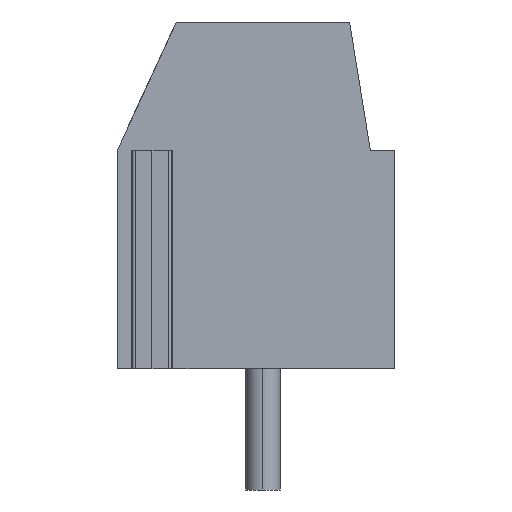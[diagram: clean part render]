
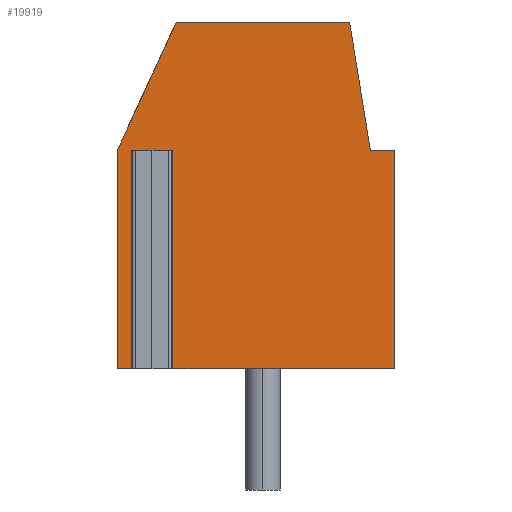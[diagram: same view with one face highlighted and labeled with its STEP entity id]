
A CAD part, left-side view. The second image highlights one B-rep face of the part: STEP entity #19919.
In plain terms, the highlighted planar face has unit normal (-1, 0, 0).
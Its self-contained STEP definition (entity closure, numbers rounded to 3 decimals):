
#19844=AXIS2_PLACEMENT_3D('Plane Axis2P3D',#19841,#19842,#19843) ;
#18699=CARTESIAN_POINT('Vertex',(0.6,-3.013,9.8)) ;
#18704=CARTESIAN_POINT('Line Origine',(0.6,-3.013,6.65)) ;
#18708=CARTESIAN_POINT('Vertex',(0.6,-3.013,3.5)) ;
#18950=CARTESIAN_POINT('Vertex',(0.6,3.287,13.5)) ;
#18953=CARTESIAN_POINT('Line Origine',(0.6,0.787,13.5)) ;
#18957=CARTESIAN_POINT('Vertex',(0.6,-1.713,13.5)) ;
#19627=CARTESIAN_POINT('Vertex',(0.6,-2.313,9.8)) ;
#19632=CARTESIAN_POINT('Line Origine',(0.6,-2.663,9.8)) ;
#19841=CARTESIAN_POINT('Axis2P3D Location',(0.6,0.787,3.5)) ;
#19846=CARTESIAN_POINT('Line Origine',(0.6,3.829,9.8)) ;
#19850=CARTESIAN_POINT('Vertex',(0.6,3.672,9.8)) ;
#19852=CARTESIAN_POINT('Vertex',(0.6,3.987,9.8)) ;
#19855=CARTESIAN_POINT('Line Origine',(0.6,3.672,6.65)) ;
#19859=CARTESIAN_POINT('Vertex',(0.6,3.672,3.5)) ;
#19862=CARTESIAN_POINT('Line Origine',(0.6,0.329,3.5)) ;
#19867=CARTESIAN_POINT('Line Origine',(0.6,-2.013,11.65)) ;
#19872=CARTESIAN_POINT('Line Origine',(0.6,4.137,11.65)) ;
#19876=CARTESIAN_POINT('Vertex',(0.6,4.987,9.8)) ;
#19879=CARTESIAN_POINT('Line Origine',(0.6,4.987,6.65)) ;
#19883=CARTESIAN_POINT('Vertex',(0.6,4.987,3.5)) ;
#19886=CARTESIAN_POINT('Line Origine',(0.6,4.644,3.5)) ;
#19890=CARTESIAN_POINT('Vertex',(0.6,4.302,3.5)) ;
#19893=CARTESIAN_POINT('Line Origine',(0.6,4.302,6.65)) ;
#19897=CARTESIAN_POINT('Vertex',(0.6,4.302,9.8)) ;
#19900=CARTESIAN_POINT('Line Origine',(0.6,4.144,9.8)) ;
#18705=DIRECTION('Vector Direction',(0.,0.,-1.)) ;
#18954=DIRECTION('Vector Direction',(0.,-1.,0.)) ;
#19633=DIRECTION('Vector Direction',(0.,-1.,0.)) ;
#19842=DIRECTION('Axis2P3D Direction',(1.,0.,0.)) ;
#19843=DIRECTION('Axis2P3D XDirection',(0.,0.,1.)) ;
#19847=DIRECTION('Vector Direction',(0.,1.,0.)) ;
#19856=DIRECTION('Vector Direction',(0.,0.,1.)) ;
#19863=DIRECTION('Vector Direction',(0.,1.,0.)) ;
#19868=DIRECTION('Vector Direction',(0.,0.16,0.987)) ;
#19873=DIRECTION('Vector Direction',(0.,-0.418,0.909)) ;
#19880=DIRECTION('Vector Direction',(0.,0.,1.)) ;
#19887=DIRECTION('Vector Direction',(0.,1.,0.)) ;
#19894=DIRECTION('Vector Direction',(0.,0.,1.)) ;
#19901=DIRECTION('Vector Direction',(0.,-1.,0.)) ;
#18706=VECTOR('Line Direction',#18705,1.) ;
#18955=VECTOR('Line Direction',#18954,1.) ;
#19634=VECTOR('Line Direction',#19633,1.) ;
#19848=VECTOR('Line Direction',#19847,1.) ;
#19857=VECTOR('Line Direction',#19856,1.) ;
#19864=VECTOR('Line Direction',#19863,1.) ;
#19869=VECTOR('Line Direction',#19868,1.) ;
#19874=VECTOR('Line Direction',#19873,1.) ;
#19881=VECTOR('Line Direction',#19880,1.) ;
#19888=VECTOR('Line Direction',#19887,1.) ;
#19895=VECTOR('Line Direction',#19894,1.) ;
#19902=VECTOR('Line Direction',#19901,1.) ;
#19906=ORIENTED_EDGE('',*,*,#19854,.F.) ;
#19907=ORIENTED_EDGE('',*,*,#19861,.F.) ;
#19908=ORIENTED_EDGE('',*,*,#19866,.F.) ;
#19909=ORIENTED_EDGE('',*,*,#18710,.F.) ;
#19910=ORIENTED_EDGE('',*,*,#19636,.F.) ;
#19911=ORIENTED_EDGE('',*,*,#19871,.F.) ;
#19912=ORIENTED_EDGE('',*,*,#18959,.F.) ;
#19913=ORIENTED_EDGE('',*,*,#19878,.F.) ;
#19914=ORIENTED_EDGE('',*,*,#19885,.F.) ;
#19915=ORIENTED_EDGE('',*,*,#19892,.F.) ;
#19916=ORIENTED_EDGE('',*,*,#19899,.T.) ;
#19917=ORIENTED_EDGE('',*,*,#19904,.F.) ;
#19919=ADVANCED_FACE('Housing-3',(#19918),#19845,.F.) ;
#18710=EDGE_CURVE('',#18700,#18709,#18707,.T.) ;
#18959=EDGE_CURVE('',#18951,#18958,#18956,.T.) ;
#19636=EDGE_CURVE('',#19628,#18700,#19635,.T.) ;
#19854=EDGE_CURVE('',#19851,#19853,#19849,.T.) ;
#19861=EDGE_CURVE('',#19860,#19851,#19858,.T.) ;
#19866=EDGE_CURVE('',#18709,#19860,#19865,.T.) ;
#19871=EDGE_CURVE('',#18958,#19628,#19870,.F.) ;
#19878=EDGE_CURVE('',#19877,#18951,#19875,.T.) ;
#19885=EDGE_CURVE('',#19884,#19877,#19882,.T.) ;
#19892=EDGE_CURVE('',#19891,#19884,#19889,.T.) ;
#19899=EDGE_CURVE('',#19891,#19898,#19896,.T.) ;
#19904=EDGE_CURVE('',#19853,#19898,#19903,.F.) ;
#19905=EDGE_LOOP('',(#19906,#19907,#19908,#19909,#19910,#19911,#19912,#19913,#19914,#19915,#19916,#19917)) ;
#19918=FACE_OUTER_BOUND('',#19905,.T.) ;
#18707=LINE('Line',#18704,#18706) ;
#18956=LINE('Line',#18953,#18955) ;
#19635=LINE('Line',#19632,#19634) ;
#19849=LINE('Line',#19846,#19848) ;
#19858=LINE('Line',#19855,#19857) ;
#19865=LINE('Line',#19862,#19864) ;
#19870=LINE('Line',#19867,#19869) ;
#19875=LINE('Line',#19872,#19874) ;
#19882=LINE('Line',#19879,#19881) ;
#19889=LINE('Line',#19886,#19888) ;
#19896=LINE('Line',#19893,#19895) ;
#19903=LINE('Line',#19900,#19902) ;
#19845=PLANE('',#19844) ;
#18700=VERTEX_POINT('',#18699) ;
#18709=VERTEX_POINT('',#18708) ;
#18951=VERTEX_POINT('',#18950) ;
#18958=VERTEX_POINT('',#18957) ;
#19628=VERTEX_POINT('',#19627) ;
#19851=VERTEX_POINT('',#19850) ;
#19853=VERTEX_POINT('',#19852) ;
#19860=VERTEX_POINT('',#19859) ;
#19877=VERTEX_POINT('',#19876) ;
#19884=VERTEX_POINT('',#19883) ;
#19891=VERTEX_POINT('',#19890) ;
#19898=VERTEX_POINT('',#19897) ;
